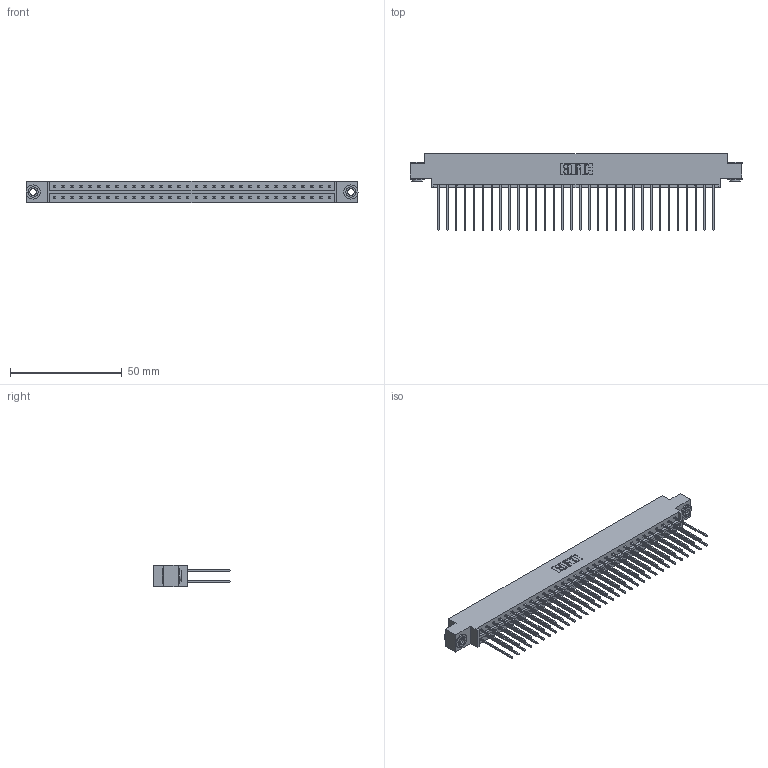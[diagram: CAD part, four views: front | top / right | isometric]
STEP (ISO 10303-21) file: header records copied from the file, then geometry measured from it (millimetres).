
FILE_DESCRIPTION (( 'STEP AP203' ), '1' );
FILE_NAME ('833-064-541-803.STEP', '2020-06-05T07:20:18', ( '' ), ( '' ), 'SwSTEP 2.0', 'SolidWorks 2020', '' );
FILE_SCHEMA (( 'CONFIG_CONTROL_DESIGN' ));
Length unit declared in the file: inch
Products named in the file (4): 345-292-001_345-293-141; 833 Part_Offset - .156 Dia - TH; 833-064-541-803; 345-250-002_345-250-002-102
Assembly tree (67 placements, depth 2):
  833-064-541-803
    833 Part_Offset - .156 Dia - TH
    345-292-001_345-293-141  x64
    345-250-002_345-250-002-102  x2
Bounding box: 148.34 x 34.3 x 9.4 mm (x, y, z)
Volume: 15209.5 mm3; surface area: 20144 mm2
Topology: 67 solids, 67 shells, 3484 faces, 10319 edges, 6790 vertices
Faces by surface type: plane 2388, cylinder 1088, cone 8
Entity records: 22680 total; most frequent: CARTESIAN_POINT 3749, ORIENTED_EDGE 3678, DIRECTION 3253, EDGE_CURVE 1839, VECTOR 1687, LINE 1687, VERTEX_POINT 1222, AXIS2_PLACEMENT_3D 783
